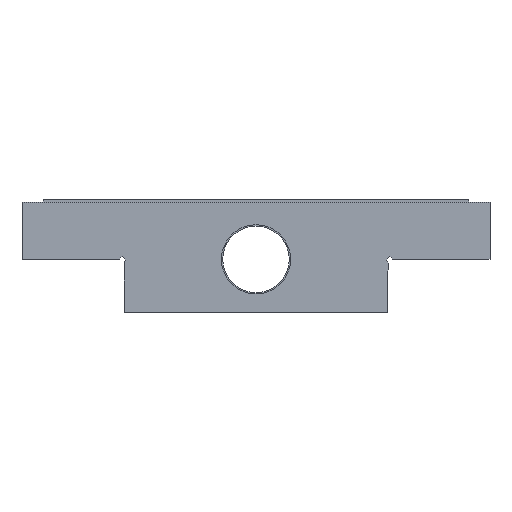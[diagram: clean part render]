
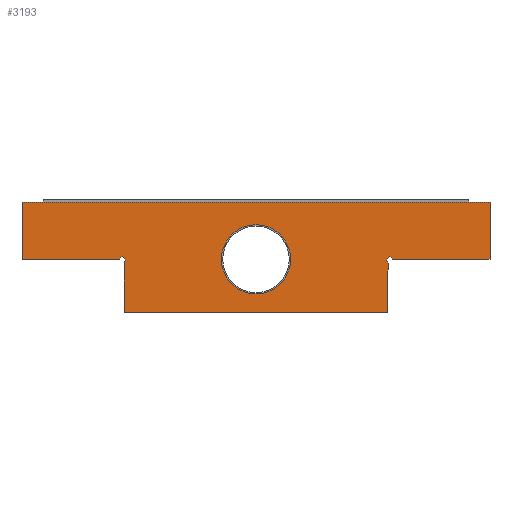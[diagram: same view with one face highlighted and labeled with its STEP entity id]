
A CAD part, front view. The second image highlights one B-rep face of the part: STEP entity #3193.
In plain terms, the highlighted planar face has unit normal (0, -1, 0).
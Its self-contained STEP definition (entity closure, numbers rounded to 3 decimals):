
#2=CARTESIAN_POINT('',(0.,-150.,0.));
#3=DIRECTION('',(0.,-1.,0.));
#4=DIRECTION('',(1.,0.,0.));
#5=AXIS2_PLACEMENT_3D('',#2,#3,#4);
#7=CARTESIAN_POINT('',(0.,-150.,0.));
#8=DIRECTION('',(0.,-1.,0.));
#9=DIRECTION('',(-1.,0.,0.));
#10=AXIS2_PLACEMENT_3D('',#7,#8,#9);
#12=DIRECTION('',(1.,0.,0.));
#13=VECTOR('',#12,352.);
#14=CARTESIAN_POINT('',(-176.,-150.,43.));
#15=LINE('',#14,#13);
#16=DIRECTION('',(0.,0.,-1.));
#17=VECTOR('',#16,43.);
#18=CARTESIAN_POINT('',(176.,-150.,43.));
#19=LINE('',#18,#17);
#20=DIRECTION('',(-1.,0.,0.));
#21=VECTOR('',#20,73.126);
#22=CARTESIAN_POINT('',(176.,-150.,0.));
#23=LINE('',#22,#21);
#24=DIRECTION('',(-0.707,0.,0.707));
#25=VECTOR('',#24,3.05);
#26=CARTESIAN_POINT('',(102.874,-150.,0.));
#27=LINE('',#26,#25);
#28=DIRECTION('',(-0.707,0.,-0.707));
#29=VECTOR('',#28,4.);
#30=CARTESIAN_POINT('',(100.717,-150.,2.157));
#31=LINE('',#30,#29);
#32=DIRECTION('',(0.707,0.,-0.707));
#33=VECTOR('',#32,2.986);
#34=CARTESIAN_POINT('',(97.889,-150.,-0.672));
#35=LINE('',#34,#33);
#36=DIRECTION('',(0.,0.,-1.));
#37=VECTOR('',#36,5.217);
#38=CARTESIAN_POINT('',(100.,-150.,-2.783));
#39=LINE('',#38,#37);
#40=DIRECTION('',(0.707,0.,0.707));
#41=VECTOR('',#40,1.414);
#42=CARTESIAN_POINT('',(99.,-150.,-9.));
#43=LINE('',#42,#41);
#44=DIRECTION('',(0.,0.,1.));
#45=VECTOR('',#44,31.);
#46=CARTESIAN_POINT('',(99.,-150.,-40.));
#47=LINE('',#46,#45);
#48=DIRECTION('',(-1.,0.,0.));
#49=VECTOR('',#48,198.);
#50=CARTESIAN_POINT('',(99.,-150.,-40.));
#51=LINE('',#50,#49);
#52=DIRECTION('',(-0.707,0.,-0.707));
#53=VECTOR('',#52,1.571);
#54=CARTESIAN_POINT('',(-97.889,-150.,-0.672));
#55=LINE('',#54,#53);
#56=DIRECTION('',(0.707,0.,-0.707));
#57=VECTOR('',#56,4.);
#58=CARTESIAN_POINT('',(-100.717,-150.,2.157));
#59=LINE('',#58,#57);
#60=DIRECTION('',(0.707,0.,0.707));
#61=VECTOR('',#60,3.05);
#62=CARTESIAN_POINT('',(-102.874,-150.,0.));
#63=LINE('',#62,#61);
#64=DIRECTION('',(-1.,0.,0.));
#65=VECTOR('',#64,73.126);
#66=CARTESIAN_POINT('',(-102.874,-150.,0.));
#67=LINE('',#66,#65);
#68=DIRECTION('',(0.,0.,1.));
#69=VECTOR('',#68,43.);
#70=CARTESIAN_POINT('',(-176.,-150.,0.));
#71=LINE('',#70,#69);
#1274=DIRECTION('',(0.,0.,-1.));
#1275=VECTOR('',#1274,38.217);
#1276=CARTESIAN_POINT('',(-99.,-150.,-1.783));
#1277=LINE('',#1276,#1275);
#2470=CARTESIAN_POINT('',(176.,-150.,0.));
#2472=VERTEX_POINT('',#2470);
#2474=CARTESIAN_POINT('',(-176.,-150.,0.));
#2476=VERTEX_POINT('',#2474);
#2478=CARTESIAN_POINT('',(-99.,-150.,-40.));
#2480=VERTEX_POINT('',#2478);
#2482=CARTESIAN_POINT('',(99.,-150.,-40.));
#2484=VERTEX_POINT('',#2482);
#2490=CARTESIAN_POINT('',(99.,-150.,-9.));
#2491=VERTEX_POINT('',#2490);
#2492=CARTESIAN_POINT('',(100.,-150.,-8.));
#2493=VERTEX_POINT('',#2492);
#2758=CARTESIAN_POINT('',(26.,-150.,0.));
#2759=CARTESIAN_POINT('',(-26.,-150.,0.));
#2760=VERTEX_POINT('',#2758);
#2761=VERTEX_POINT('',#2759);
#2762=CARTESIAN_POINT('',(-102.874,-150.,0.));
#2763=CARTESIAN_POINT('',(-100.717,-150.,2.157));
#2764=VERTEX_POINT('',#2762);
#2765=VERTEX_POINT('',#2763);
#2766=CARTESIAN_POINT('',(-97.889,-150.,-0.672));
#2767=VERTEX_POINT('',#2766);
#2775=CARTESIAN_POINT('',(100.717,-150.,2.157));
#2777=VERTEX_POINT('',#2775);
#2779=CARTESIAN_POINT('',(97.889,-150.,-0.672));
#2781=VERTEX_POINT('',#2779);
#2782=CARTESIAN_POINT('',(102.874,-150.,0.));
#2783=VERTEX_POINT('',#2782);
#2784=CARTESIAN_POINT('',(100.,-150.,-2.783));
#2785=VERTEX_POINT('',#2784);
#2830=CARTESIAN_POINT('',(-99.,-150.,-1.783));
#2832=VERTEX_POINT('',#2830);
#2988=CARTESIAN_POINT('',(-176.,-150.,43.));
#2989=CARTESIAN_POINT('',(176.,-150.,43.));
#2990=VERTEX_POINT('',#2988);
#2991=VERTEX_POINT('',#2989);
#3148=CARTESIAN_POINT('',(0.,-150.,0.));
#3149=DIRECTION('',(0.,1.,0.));
#3150=DIRECTION('',(1.,0.,0.));
#3151=AXIS2_PLACEMENT_3D('',#3148,#3149,#3150);
#3152=PLANE('',#3151);
#3154=ORIENTED_EDGE('',*,*,#3153,.T.);
#3156=ORIENTED_EDGE('',*,*,#3155,.T.);
#3158=ORIENTED_EDGE('',*,*,#3157,.T.);
#3160=ORIENTED_EDGE('',*,*,#3159,.T.);
#3162=ORIENTED_EDGE('',*,*,#3161,.T.);
#3164=ORIENTED_EDGE('',*,*,#3163,.T.);
#3166=ORIENTED_EDGE('',*,*,#3165,.T.);
#3168=ORIENTED_EDGE('',*,*,#3167,.F.);
#3170=ORIENTED_EDGE('',*,*,#3169,.F.);
#3172=ORIENTED_EDGE('',*,*,#3171,.T.);
#3174=ORIENTED_EDGE('',*,*,#3173,.F.);
#3176=ORIENTED_EDGE('',*,*,#3175,.F.);
#3178=ORIENTED_EDGE('',*,*,#3177,.F.);
#3180=ORIENTED_EDGE('',*,*,#3179,.F.);
#3182=ORIENTED_EDGE('',*,*,#3181,.T.);
#3184=ORIENTED_EDGE('',*,*,#3183,.T.);
#3185=EDGE_LOOP('',(#3154,#3156,#3158,#3160,#3162,#3164,#3166,#3168,#3170,#3172,
#3174,#3176,#3178,#3180,#3182,#3184));
#3186=FACE_OUTER_BOUND('',#3185,.F.);
#3188=ORIENTED_EDGE('',*,*,#3187,.T.);
#3190=ORIENTED_EDGE('',*,*,#3189,.T.);
#3191=EDGE_LOOP('',(#3188,#3190));
#3192=FACE_BOUND('',#3191,.F.);
#3193=ADVANCED_FACE('',(#3186,#3192),#3152,.F.);
#6=CIRCLE('',#5,26.);
#11=CIRCLE('',#10,26.);
#3153=EDGE_CURVE('',#2990,#2991,#15,.T.);
#3155=EDGE_CURVE('',#2991,#2472,#19,.T.);
#3157=EDGE_CURVE('',#2472,#2783,#23,.T.);
#3159=EDGE_CURVE('',#2783,#2777,#27,.T.);
#3161=EDGE_CURVE('',#2777,#2781,#31,.T.);
#3163=EDGE_CURVE('',#2781,#2785,#35,.T.);
#3165=EDGE_CURVE('',#2785,#2493,#39,.T.);
#3167=EDGE_CURVE('',#2491,#2493,#43,.T.);
#3169=EDGE_CURVE('',#2484,#2491,#47,.T.);
#3171=EDGE_CURVE('',#2484,#2480,#51,.T.);
#3173=EDGE_CURVE('',#2832,#2480,#1277,.T.);
#3175=EDGE_CURVE('',#2767,#2832,#55,.T.);
#3177=EDGE_CURVE('',#2765,#2767,#59,.T.);
#3179=EDGE_CURVE('',#2764,#2765,#63,.T.);
#3181=EDGE_CURVE('',#2764,#2476,#67,.T.);
#3183=EDGE_CURVE('',#2476,#2990,#71,.T.);
#3187=EDGE_CURVE('',#2760,#2761,#6,.T.);
#3189=EDGE_CURVE('',#2761,#2760,#11,.T.);
